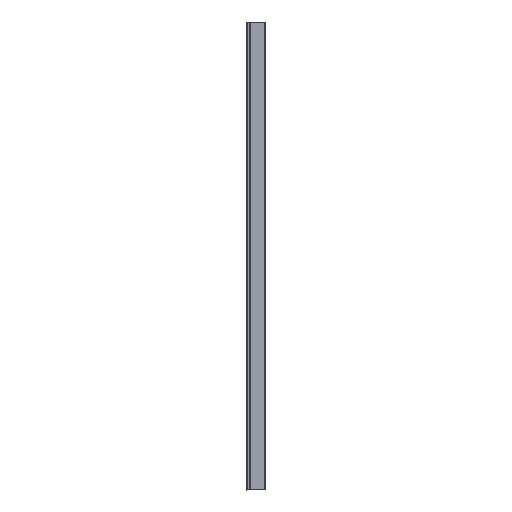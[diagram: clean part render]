
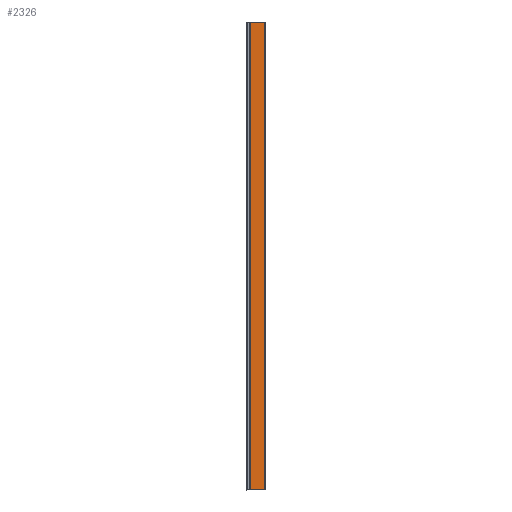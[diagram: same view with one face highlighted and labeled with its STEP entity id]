
A CAD part, left-side view. The second image highlights one B-rep face of the part: STEP entity #2326.
In plain terms, the highlighted planar face has unit normal (-1, 0, 0).
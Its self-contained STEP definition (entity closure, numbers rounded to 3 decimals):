
#701=DIRECTION('',(0.,0.,-1.));
#702=VECTOR('',#701,2000.);
#703=CARTESIAN_POINT('',(488.397,70.128,350.));
#704=LINE('',#703,#702);
#709=DIRECTION('',(0.,1.,0.));
#710=VECTOR('',#709,60.871);
#711=CARTESIAN_POINT('',(488.397,9.257,-1650.));
#712=LINE('',#711,#710);
#713=DIRECTION('',(0.,1.,0.));
#714=VECTOR('',#713,60.871);
#715=CARTESIAN_POINT('',(488.397,9.257,350.));
#716=LINE('',#715,#714);
#717=DIRECTION('',(0.,0.,1.));
#718=VECTOR('',#717,2000.);
#719=CARTESIAN_POINT('',(488.397,9.257,-1650.));
#720=LINE('',#719,#718);
#1867=CARTESIAN_POINT('',(488.397,9.257,350.));
#1868=CARTESIAN_POINT('',(488.397,70.128,350.));
#1869=VERTEX_POINT('',#1867);
#1870=VERTEX_POINT('',#1868);
#2059=CARTESIAN_POINT('',(488.397,9.257,-1650.));
#2060=CARTESIAN_POINT('',(488.397,70.128,-1650.));
#2061=VERTEX_POINT('',#2059);
#2062=VERTEX_POINT('',#2060);
#2312=CARTESIAN_POINT('',(488.397,25.438,0.));
#2313=DIRECTION('',(-1.,0.,0.));
#2314=DIRECTION('',(0.,-1.,0.));
#2315=AXIS2_PLACEMENT_3D('',#2312,#2313,#2314);
#2316=PLANE('',#2315);
#2318=ORIENTED_EDGE('',*,*,#2317,.F.);
#2320=ORIENTED_EDGE('',*,*,#2319,.T.);
#2321=ORIENTED_EDGE('',*,*,#2302,.F.);
#2323=ORIENTED_EDGE('',*,*,#2322,.F.);
#2324=EDGE_LOOP('',(#2318,#2320,#2321,#2323));
#2325=FACE_OUTER_BOUND('',#2324,.F.);
#2326=ADVANCED_FACE('',(#2325),#2316,.T.);
#2302=EDGE_CURVE('',#1870,#2062,#704,.T.);
#2317=EDGE_CURVE('',#2061,#1869,#720,.T.);
#2319=EDGE_CURVE('',#2061,#2062,#712,.T.);
#2322=EDGE_CURVE('',#1869,#1870,#716,.T.);
